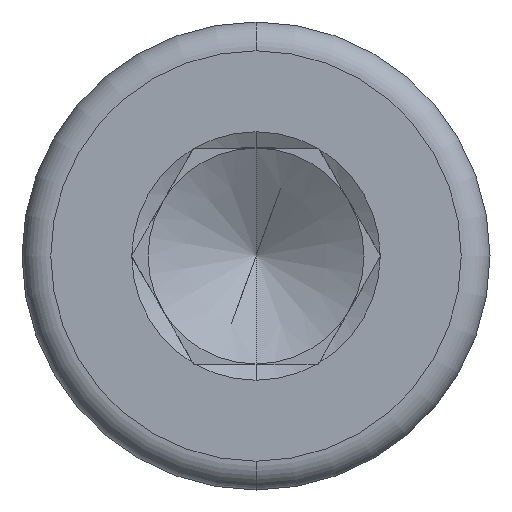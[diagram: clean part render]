
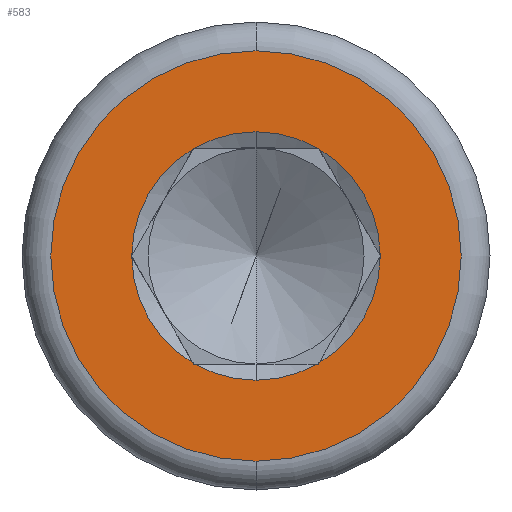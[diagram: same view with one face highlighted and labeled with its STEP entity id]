
A CAD part, left-side view. The second image highlights one B-rep face of the part: STEP entity #583.
In plain terms, the highlighted planar face has unit normal (-1, 0, 0).
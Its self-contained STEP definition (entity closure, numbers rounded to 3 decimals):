
#287=CARTESIAN_POINT('',(-8.,0.,3.45));
#288=VERTEX_POINT('',#287);
#297=CARTESIAN_POINT('',(-8.,1.704,3.));
#298=VERTEX_POINT('',#297);
#299=CARTESIAN_POINT('',(-8.,0.,0.));
#300=DIRECTION('',(1.,0.,-0.));
#301=DIRECTION('',(0.,0.,1.));
#302=AXIS2_PLACEMENT_3D('',#299,#300,#301);
#303=CIRCLE('',#302,3.45);
#304=EDGE_CURVE('',#298,#288,#303,.T.);
#320=CARTESIAN_POINT('',(-8.,-1.746,2.975));
#321=VERTEX_POINT('',#320);
#322=CARTESIAN_POINT('',(-8.,-3.45,0.025));
#323=VERTEX_POINT('',#322);
#324=CARTESIAN_POINT('',(-8.,0.,0.));
#325=DIRECTION('',(1.,0.,-0.));
#326=DIRECTION('',(0.,0.,1.));
#327=AXIS2_PLACEMENT_3D('',#324,#325,#326);
#328=CIRCLE('',#327,3.45);
#329=EDGE_CURVE('',#321,#323,#328,.T.);
#345=CARTESIAN_POINT('',(-8.,-3.45,-0.025));
#346=VERTEX_POINT('',#345);
#347=CARTESIAN_POINT('',(-8.,-1.746,-2.975));
#348=VERTEX_POINT('',#347);
#349=CARTESIAN_POINT('',(-8.,0.,0.));
#350=DIRECTION('',(1.,0.,-0.));
#351=DIRECTION('',(0.,0.,1.));
#352=AXIS2_PLACEMENT_3D('',#349,#350,#351);
#353=CIRCLE('',#352,3.45);
#354=EDGE_CURVE('',#346,#348,#353,.T.);
#370=CARTESIAN_POINT('',(-8.,-0.,-3.45));
#371=VERTEX_POINT('',#370);
#380=CARTESIAN_POINT('',(-8.,-1.704,-3.));
#381=VERTEX_POINT('',#380);
#382=CARTESIAN_POINT('',(-8.,0.,0.));
#383=DIRECTION('',(-1.,-0.,0.));
#384=DIRECTION('',(0.,0.,1.));
#385=AXIS2_PLACEMENT_3D('',#382,#383,#384);
#386=CIRCLE('',#385,3.45);
#387=EDGE_CURVE('',#371,#381,#386,.T.);
#403=CARTESIAN_POINT('',(-8.,3.45,-0.025));
#404=VERTEX_POINT('',#403);
#405=CARTESIAN_POINT('',(-8.,1.746,-2.975));
#406=VERTEX_POINT('',#405);
#407=CARTESIAN_POINT('',(-8.,0.,0.));
#408=DIRECTION('',(-1.,-0.,0.));
#409=DIRECTION('',(0.,0.,1.));
#410=AXIS2_PLACEMENT_3D('',#407,#408,#409);
#411=CIRCLE('',#410,3.45);
#412=EDGE_CURVE('',#404,#406,#411,.T.);
#428=CARTESIAN_POINT('',(-8.,3.45,0.025));
#429=VERTEX_POINT('',#428);
#430=CARTESIAN_POINT('',(-8.,1.746,2.975));
#431=VERTEX_POINT('',#430);
#432=CARTESIAN_POINT('',(-8.,0.,0.));
#433=DIRECTION('',(1.,0.,-0.));
#434=DIRECTION('',(0.,0.,1.));
#435=AXIS2_PLACEMENT_3D('',#432,#433,#434);
#436=CIRCLE('',#435,3.45);
#437=EDGE_CURVE('',#429,#431,#436,.T.);
#448=CARTESIAN_POINT('',(-8.,0.,0.));
#449=DIRECTION('',(1.,0.,0.));
#450=DIRECTION('',(0.,0.,-1.));
#451=AXIS2_PLACEMENT_3D('',#448,#449,#450);
#452=PLANE('',#451);
#453=CARTESIAN_POINT('',(-8.,0.,5.7));
#454=VERTEX_POINT('',#453);
#455=CARTESIAN_POINT('',(-8.,-0.,-5.7));
#456=VERTEX_POINT('',#455);
#457=CARTESIAN_POINT('',(-8.,0.,0.));
#458=DIRECTION('',(1.,0.,0.));
#459=DIRECTION('',(0.,0.,-1.));
#460=AXIS2_PLACEMENT_3D('',#457,#458,#459);
#461=CIRCLE('',#460,5.7);
#462=EDGE_CURVE('',#454,#456,#461,.T.);
#463=ORIENTED_EDGE('',*,*,#462,.F.);
#464=CARTESIAN_POINT('',(-8.,0.,0.));
#465=DIRECTION('',(1.,0.,0.));
#466=DIRECTION('',(0.,0.,-1.));
#467=AXIS2_PLACEMENT_3D('',#464,#465,#466);
#468=CIRCLE('',#467,5.7);
#469=EDGE_CURVE('',#456,#454,#468,.T.);
#470=ORIENTED_EDGE('',*,*,#469,.F.);
#471=EDGE_LOOP('',(#463,#470));
#472=FACE_BOUND('',#471,.T.);
#473=CARTESIAN_POINT('',(-8.,-1.732,3.));
#474=VERTEX_POINT('',#473);
#475=CARTESIAN_POINT('',(-8.,-1.704,3.));
#476=VERTEX_POINT('',#475);
#477=CARTESIAN_POINT('',(-8.,-12344.134,3.));
#478=DIRECTION('',(-0.,1.,0.));
#479=VECTOR('',#478,24690.);
#480=LINE('',#477,#479);
#481=EDGE_CURVE('',#474,#476,#480,.T.);
#482=ORIENTED_EDGE('',*,*,#481,.F.);
#483=CARTESIAN_POINT('',(-8.,6170.335,10693.334));
#484=DIRECTION('',(0.,-0.5,-0.866));
#485=VECTOR('',#484,24690.);
#486=LINE('',#483,#485);
#487=EDGE_CURVE('',#474,#321,#486,.T.);
#488=ORIENTED_EDGE('',*,*,#487,.T.);
#489=ORIENTED_EDGE('',*,*,#329,.T.);
#490=CARTESIAN_POINT('',(-8.,-3.464,0.));
#491=VERTEX_POINT('',#490);
#492=CARTESIAN_POINT('',(-8.,-6174.665,-10688.834));
#493=DIRECTION('',(-0.,0.5,0.866));
#494=VECTOR('',#493,24690.);
#495=LINE('',#492,#494);
#496=EDGE_CURVE('',#491,#323,#495,.T.);
#497=ORIENTED_EDGE('',*,*,#496,.F.);
#498=CARTESIAN_POINT('',(-8.,-6175.531,10690.334));
#499=DIRECTION('',(-0.,0.5,-0.866));
#500=VECTOR('',#499,24690.);
#501=LINE('',#498,#500);
#502=EDGE_CURVE('',#491,#346,#501,.T.);
#503=ORIENTED_EDGE('',*,*,#502,.T.);
#504=ORIENTED_EDGE('',*,*,#354,.T.);
#505=CARTESIAN_POINT('',(-8.,-1.732,-3.));
#506=VERTEX_POINT('',#505);
#507=CARTESIAN_POINT('',(-8.,6169.469,-10691.834));
#508=DIRECTION('',(0.,-0.5,0.866));
#509=VECTOR('',#508,24690.);
#510=LINE('',#507,#509);
#511=EDGE_CURVE('',#506,#348,#510,.T.);
#512=ORIENTED_EDGE('',*,*,#511,.F.);
#513=CARTESIAN_POINT('',(-8.,-12345.866,-3.));
#514=DIRECTION('',(-0.,1.,-0.));
#515=VECTOR('',#514,24690.);
#516=LINE('',#513,#515);
#517=EDGE_CURVE('',#506,#381,#516,.T.);
#518=ORIENTED_EDGE('',*,*,#517,.T.);
#519=ORIENTED_EDGE('',*,*,#387,.F.);
#520=CARTESIAN_POINT('',(-8.,1.704,-3.));
#521=VERTEX_POINT('',#520);
#522=CARTESIAN_POINT('',(-8.,0.,0.));
#523=DIRECTION('',(-1.,-0.,0.));
#524=DIRECTION('',(0.,0.,1.));
#525=AXIS2_PLACEMENT_3D('',#522,#523,#524);
#526=CIRCLE('',#525,3.45);
#527=EDGE_CURVE('',#521,#371,#526,.T.);
#528=ORIENTED_EDGE('',*,*,#527,.F.);
#529=CARTESIAN_POINT('',(-8.,1.732,-3.));
#530=VERTEX_POINT('',#529);
#531=CARTESIAN_POINT('',(-8.,12344.134,-3.));
#532=DIRECTION('',(0.,-1.,0.));
#533=VECTOR('',#532,24690.);
#534=LINE('',#531,#533);
#535=EDGE_CURVE('',#530,#521,#534,.T.);
#536=ORIENTED_EDGE('',*,*,#535,.F.);
#537=CARTESIAN_POINT('',(-8.,-6170.335,-10693.334));
#538=DIRECTION('',(-0.,0.5,0.866));
#539=VECTOR('',#538,24690.);
#540=LINE('',#537,#539);
#541=EDGE_CURVE('',#530,#406,#540,.T.);
#542=ORIENTED_EDGE('',*,*,#541,.T.);
#543=ORIENTED_EDGE('',*,*,#412,.F.);
#544=CARTESIAN_POINT('',(-8.,3.464,-0.));
#545=VERTEX_POINT('',#544);
#546=CARTESIAN_POINT('',(-8.,6174.665,10688.834));
#547=DIRECTION('',(0.,-0.5,-0.866));
#548=VECTOR('',#547,24690.);
#549=LINE('',#546,#548);
#550=EDGE_CURVE('',#545,#404,#549,.T.);
#551=ORIENTED_EDGE('',*,*,#550,.F.);
#552=CARTESIAN_POINT('',(-8.,6175.531,-10690.334));
#553=DIRECTION('',(-0.,-0.5,0.866));
#554=VECTOR('',#553,24690.);
#555=LINE('',#552,#554);
#556=EDGE_CURVE('',#545,#429,#555,.T.);
#557=ORIENTED_EDGE('',*,*,#556,.T.);
#558=ORIENTED_EDGE('',*,*,#437,.T.);
#559=CARTESIAN_POINT('',(-8.,1.732,3.));
#560=VERTEX_POINT('',#559);
#561=CARTESIAN_POINT('',(-8.,-6169.469,10691.834));
#562=DIRECTION('',(0.,0.5,-0.866));
#563=VECTOR('',#562,24690.);
#564=LINE('',#561,#563);
#565=EDGE_CURVE('',#560,#431,#564,.T.);
#566=ORIENTED_EDGE('',*,*,#565,.F.);
#567=CARTESIAN_POINT('',(-8.,12345.866,3.));
#568=DIRECTION('',(0.,-1.,-0.));
#569=VECTOR('',#568,24690.);
#570=LINE('',#567,#569);
#571=EDGE_CURVE('',#560,#298,#570,.T.);
#572=ORIENTED_EDGE('',*,*,#571,.T.);
#573=ORIENTED_EDGE('',*,*,#304,.T.);
#574=CARTESIAN_POINT('',(-8.,0.,0.));
#575=DIRECTION('',(1.,-0.,-0.));
#576=DIRECTION('',(0.,0.,1.));
#577=AXIS2_PLACEMENT_3D('',#574,#575,#576);
#578=CIRCLE('',#577,3.45);
#579=EDGE_CURVE('',#288,#476,#578,.T.);
#580=ORIENTED_EDGE('',*,*,#579,.T.);
#581=EDGE_LOOP('',(#482,#488,#489,#497,#503,#504,#512,#518,#519,#528,#536,#542,#543,#551,#557,#558,#566,#572,#573,#580));
#582=FACE_BOUND('',#581,.T.);
#583=ADVANCED_FACE('',(#472,#582),#452,.F.);
